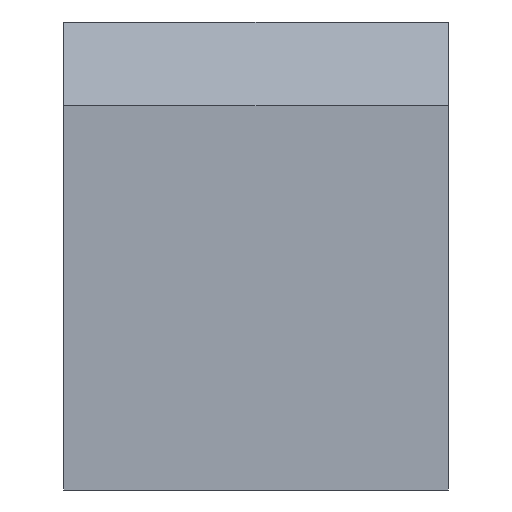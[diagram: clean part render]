
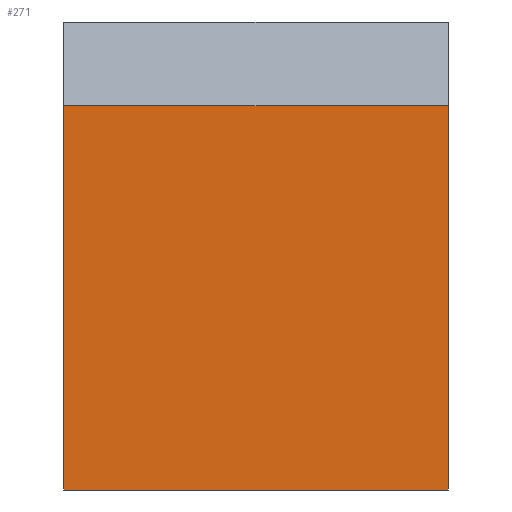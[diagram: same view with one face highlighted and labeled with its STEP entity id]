
A CAD part, front view. The second image highlights one B-rep face of the part: STEP entity #271.
In plain terms, the highlighted planar face has unit normal (0, -1, 0).
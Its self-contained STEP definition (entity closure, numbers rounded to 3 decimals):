
#187=CARTESIAN_POINT('',(10.669,-100.,-12.0));
#188=VERTEX_POINT('',#187);
#219=CARTESIAN_POINT('',(10.669,-100.,0.0));
#220=VERTEX_POINT('',#219);
#227=CARTESIAN_POINT('',(10.669,-100.,0.0));
#228=DIRECTION('',(0.0,0.0,-1.0));
#229=VECTOR('',#228,1.0);
#230=LINE('',#227,#229);
#231=EDGE_CURVE('n� 1192',#220,#188,#230,.T.);
#241=CARTESIAN_POINT('',(-1.331,-100.,0.0));
#242=VERTEX_POINT('',#241);
#243=CARTESIAN_POINT('',(-1.331,-100.,-12.0));
#244=VERTEX_POINT('',#243);
#245=CARTESIAN_POINT('',(-1.331,-100.,0.0));
#246=DIRECTION('',(0.0,0.0,-1.0));
#247=VECTOR('',#246,1.0);
#248=LINE('',#245,#247);
#249=EDGE_CURVE('n� 1203',#242,#244,#248,.T.);
#250=ORIENTED_EDGE('',*,*,#249,.T.);
#251=CARTESIAN_POINT('',(10.669,-100.,-12.0));
#252=DIRECTION('',(-1.0,0.0,0.0));
#253=VECTOR('',#252,1.0);
#254=LINE('',#251,#253);
#255=EDGE_CURVE('n� 1207',#188,#244,#254,.T.);
#256=ORIENTED_EDGE('',*,*,#255,.F.);
#257=ORIENTED_EDGE('',*,*,#231,.F.);
#258=CARTESIAN_POINT('',(10.669,-100.,0.0));
#259=DIRECTION('',(-1.0,0.0,0.0));
#260=VECTOR('',#259,1.0);
#261=LINE('',#258,#260);
#262=EDGE_CURVE('n� 1213',#220,#242,#261,.T.);
#263=ORIENTED_EDGE('',*,*,#262,.T.);
#264=EDGE_LOOP('',(#250,#256,#257,#263));
#265=FACE_OUTER_BOUND('',#264,.T.);
#266=CARTESIAN_POINT('',(11.269,-100.,-12.6));
#267=DIRECTION('',(0.0,1.0,0.0));
#268=DIRECTION('',(-1.0,0.0,0.0));
#269=AXIS2_PLACEMENT_3D('',#266,#267,#268);
#270=PLANE('',#269);
#271=ADVANCED_FACE('n� 1194',(#265),#270,.F.);
